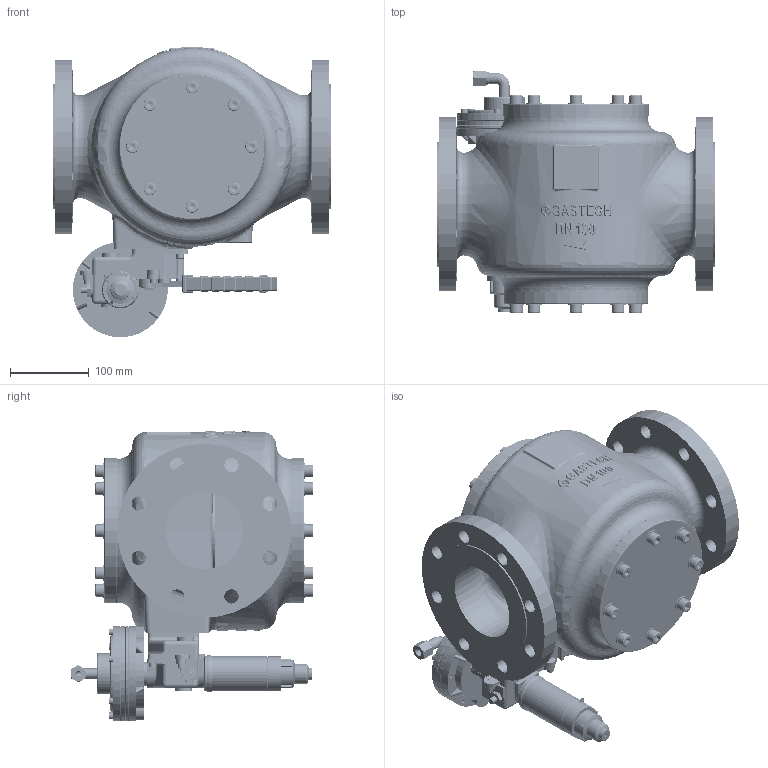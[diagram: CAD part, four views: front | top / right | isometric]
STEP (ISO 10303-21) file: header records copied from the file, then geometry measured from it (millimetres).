
FILE_DESCRIPTION (( 'STEP AP203' ), '1' );
FILE_NAME ('SL100.STEP', '2023-01-30T09:53:10', ( '' ), ( '' ), 'SwSTEP 2.0', 'SolidWorks 2018', '' );
FILE_SCHEMA (( 'CONFIG_CONTROL_DESIGN' ));
Length unit declared in the file: millimetre
Products named in the file (76): 2.13.0321; 2.13.0143; SSV^SL100 30.01.2023; 2.13.0315; 2.13.0211; 2.13.0079; 2.13.0175; 2.13.0168; 2.13.0423; 2.13.0169; 2.13.0179; 2.13.0020; 2.13.0324; 2.13.0311; 2.13.0308; 2.13.0067; 2.13.0318; 2.13.0185; 2.13.0212; 2.13.0190; 2.13.0191; 2.13.0317; 2.13.0184; 2.13.0199; 2.13.0141; SL100; 2.13.0195; 2.13.0677; 2.13.0216; 2.13.0082; 2.13.0070; 2.13.0213; 2.13.0255; 2.13.0206; 2.13.0188; 2.13.0210; 2.13.0537; 2.13.0146; 2.13.0208; 2.13.0249 ...
Assembly tree (119 placements, depth 3):
  SL100
    2.13.0082  x16
    2.13.0142
    2.13.0143  x2
    2.13.0146
    2.13.0162
    2.13.0164  x2
    2.13.0167
    2.13.0211
    2.13.0212
    2.13.0213
    2.13.0216
    2.13.0223
    2.13.0249
    2.13.0250
    2.13.0255  x16
    2.13.0298
    2.13.0210
    SSV^SL100 30.01.2023
      2.13.0020  x4
      2.13.0064
      2.13.0065
      2.13.0067
      2.13.0068
      2.13.0070
      2.13.0072
      2.13.0074
      2.13.0075
      2.13.0079  x2
      2.13.0113
      2.13.0141
      2.13.0168
      2.13.0169
      2.13.0170
      2.13.0174
      2.13.0175
      2.13.0176
      2.13.0177
      2.13.0179  x6
      2.13.0181
      2.13.0182
      2.13.0184
      2.13.0185
      2.13.0186
      2.13.0187
      2.13.0188
      2.13.0189
      2.13.0190
      2.13.0191  x2
      2.13.0193
      2.13.0194
      2.13.0195
      2.13.0196
      2.13.0198  x2
      2.13.0199
      2.13.0204
      2.13.0205
      2.13.0206
      2.13.0207  x2
      2.13.0208
Bounding box: 352 x 307.12 x 367.5 mm (x, y, z)
Volume: 7763412.3 mm3; surface area: 1296959.5 mm2
Topology: 119 solids, 119 shells, 4049 faces, 9559 edges, 5939 vertices
Faces by surface type: cylinder 1750, plane 1161, cone 415, bspline 393, torus 298, sphere 32
Entity records: 146115 total; most frequent: CARTESIAN_POINT 69652, ORIENTED_EDGE 14180, DIRECTION 13710, EDGE_CURVE 7090, AXIS2_PLACEMENT_3D 5521, VERTEX_POINT 4383, EDGE_LOOP 3439, FACE_OUTER_BOUND 3019
